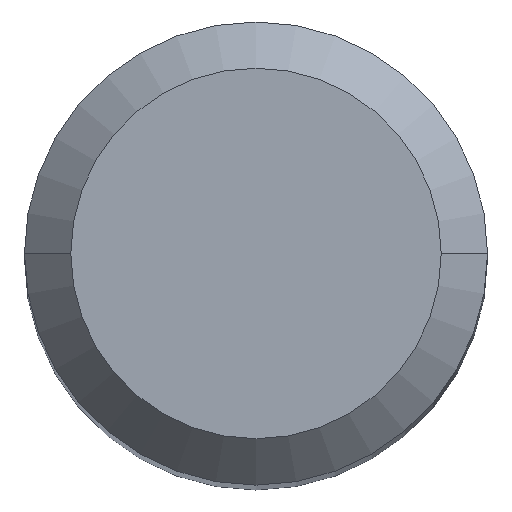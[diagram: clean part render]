
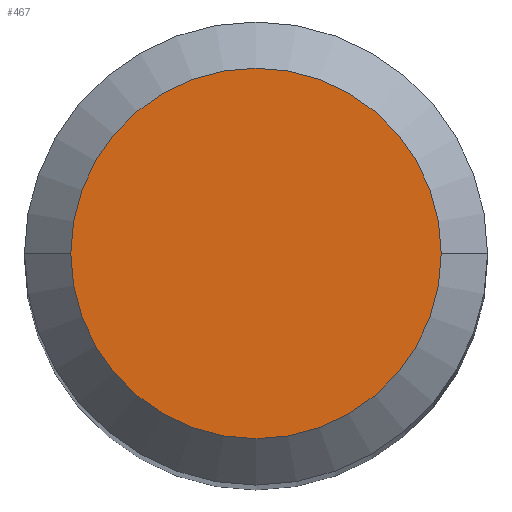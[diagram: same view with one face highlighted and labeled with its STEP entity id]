
A CAD part, top view. The second image highlights one B-rep face of the part: STEP entity #467.
In plain terms, the highlighted planar face has unit normal (0, 0, 1).
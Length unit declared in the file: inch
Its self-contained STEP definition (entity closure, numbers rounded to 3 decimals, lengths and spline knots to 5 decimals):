
#33 = CIRCLE ( 'NONE', #282, 0.09448 ) ;
#36 = CARTESIAN_POINT ( 'NONE',  ( 0., 0., 0. ) ) ;
#72 = CIRCLE ( 'NONE', #196, 0.09448 ) ;
#74 = CARTESIAN_POINT ( 'NONE',  ( 0.09448, 0., 0. ) ) ;
#86 = AXIS2_PLACEMENT_3D ( 'NONE', #98, #241, #403 ) ;
#93 = FACE_OUTER_BOUND ( 'NONE', #407, .T. ) ;
#98 = CARTESIAN_POINT ( 'NONE',  ( 0., 0., 0. ) ) ;
#176 = DIRECTION ( 'NONE',  ( 0., 0., 1. ) ) ;
#191 = EDGE_CURVE ( 'NONE', #205, #374, #33, .T. ) ;
#196 = AXIS2_PLACEMENT_3D ( 'NONE', #436, #226, #396 ) ;
#205 = VERTEX_POINT ( 'NONE', #74 ) ;
#226 = DIRECTION ( 'NONE',  ( 0., 0., 1. ) ) ;
#241 = DIRECTION ( 'NONE',  ( 0., 0., -1. ) ) ;
#244 = CARTESIAN_POINT ( 'NONE',  ( -0.09448, 0., 0. ) ) ;
#282 = AXIS2_PLACEMENT_3D ( 'NONE', #36, #176, #343 ) ;
#316 = ORIENTED_EDGE ( 'NONE', *, *, #191, .T. ) ;
#320 = EDGE_CURVE ( 'NONE', #374, #205, #72, .T. ) ;
#343 = DIRECTION ( 'NONE',  ( 1., 0., 0. ) ) ;
#374 = VERTEX_POINT ( 'NONE', #244 ) ;
#396 = DIRECTION ( 'NONE',  ( 1., 0., 0. ) ) ;
#403 = DIRECTION ( 'NONE',  ( -1., 0., 0. ) ) ;
#407 = EDGE_LOOP ( 'NONE', ( #409, #316 ) ) ;
#409 = ORIENTED_EDGE ( 'NONE', *, *, #320, .T. ) ;
#436 = CARTESIAN_POINT ( 'NONE',  ( 0., 0., 0. ) ) ;
#451 = PLANE ( 'NONE',  #86 ) ;
#467 = ADVANCED_FACE ( 'NONE', ( #93 ), #451, .F. ) ;
